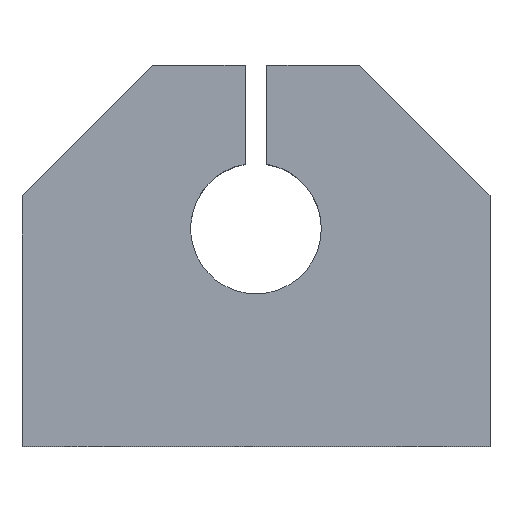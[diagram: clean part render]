
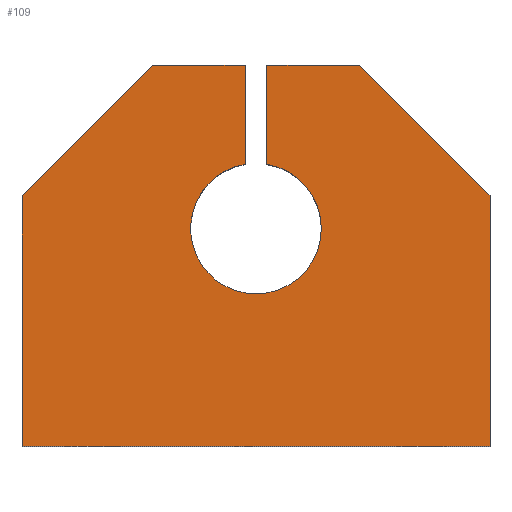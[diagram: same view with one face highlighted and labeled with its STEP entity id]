
A CAD part, top view. The second image highlights one B-rep face of the part: STEP entity #109.
In plain terms, the highlighted planar face has unit normal (0, 0, 1).
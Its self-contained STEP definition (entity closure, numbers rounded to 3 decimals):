
#109 = ADVANCED_FACE( '', ( #191 ), #192, .T. );
#191 = FACE_OUTER_BOUND( '', #274, .T. );
#192 = PLANE( '', #275 );
#274 = EDGE_LOOP( '', ( #540, #541, #542, #543, #544, #545, #546, #547, #548, #549, #550 ) );
#275 = AXIS2_PLACEMENT_3D( '', #551, #552, #553 );
#540 = ORIENTED_EDGE( '', *, *, #630, .F. );
#541 = ORIENTED_EDGE( '', *, *, #657, .F. );
#542 = ORIENTED_EDGE( '', *, *, #654, .F. );
#543 = ORIENTED_EDGE( '', *, *, #651, .F. );
#544 = ORIENTED_EDGE( '', *, *, #648, .F. );
#545 = ORIENTED_EDGE( '', *, *, #645, .F. );
#546 = ORIENTED_EDGE( '', *, *, #569, .F. );
#547 = ORIENTED_EDGE( '', *, *, #644, .F. );
#548 = ORIENTED_EDGE( '', *, *, #640, .F. );
#549 = ORIENTED_EDGE( '', *, *, #637, .F. );
#550 = ORIENTED_EDGE( '', *, *, #634, .F. );
#551 = CARTESIAN_POINT( '', ( 0., 0., 20. ) );
#552 = DIRECTION( '', ( 0., 0., 1. ) );
#553 = DIRECTION( '', ( 1., 0., 0. ) );
#569 = EDGE_CURVE( '', #659, #662, #663, .T. );
#630 = EDGE_CURVE( '', #763, #764, #765, .T. );
#634 = EDGE_CURVE( '', #764, #771, #772, .T. );
#637 = EDGE_CURVE( '', #771, #776, #777, .T. );
#640 = EDGE_CURVE( '', #776, #781, #782, .T. );
#644 = EDGE_CURVE( '', #781, #659, #787, .T. );
#645 = EDGE_CURVE( '', #662, #788, #789, .T. );
#648 = EDGE_CURVE( '', #788, #793, #794, .T. );
#651 = EDGE_CURVE( '', #793, #798, #799, .T. );
#654 = EDGE_CURVE( '', #798, #803, #804, .T. );
#657 = EDGE_CURVE( '', #803, #763, #808, .T. );
#659 = VERTEX_POINT( '', #810 );
#662 = VERTEX_POINT( '', #814 );
#663 = CIRCLE( '', #815, 6. );
#763 = VERTEX_POINT( '', #1102 );
#764 = VERTEX_POINT( '', #1103 );
#765 = LINE( '', #1104, #1105 );
#771 = VERTEX_POINT( '', #1114 );
#772 = LINE( '', #1115, #1116 );
#776 = VERTEX_POINT( '', #1122 );
#777 = LINE( '', #1123, #1124 );
#781 = VERTEX_POINT( '', #1130 );
#782 = LINE( '', #1131, #1132 );
#787 = CIRCLE( '', #1139, 6. );
#788 = VERTEX_POINT( '', #1140 );
#789 = LINE( '', #1141, #1142 );
#793 = VERTEX_POINT( '', #1148 );
#794 = LINE( '', #1149, #1150 );
#798 = VERTEX_POINT( '', #1156 );
#799 = LINE( '', #1157, #1158 );
#803 = VERTEX_POINT( '', #1164 );
#804 = LINE( '', #1165, #1166 );
#808 = LINE( '', #1172, #1173 );
#810 = CARTESIAN_POINT( '', ( -1., 14.084, 20. ) );
#814 = CARTESIAN_POINT( '', ( 1., 25.916, 20. ) );
#815 = AXIS2_PLACEMENT_3D( '', #1177, #1178, #1179 );
#1102 = CARTESIAN_POINT( '', ( -21.5, 0., 20. ) );
#1103 = CARTESIAN_POINT( '', ( -21.5, 23., 20. ) );
#1104 = CARTESIAN_POINT( '', ( -21.5, 23., 20. ) );
#1105 = VECTOR( '', #1300, 1. );
#1114 = CARTESIAN_POINT( '', ( -9.5, 35., 20. ) );
#1115 = CARTESIAN_POINT( '', ( -9.5, 35., 20. ) );
#1116 = VECTOR( '', #1304, 1. );
#1122 = CARTESIAN_POINT( '', ( -1., 35., 20. ) );
#1123 = CARTESIAN_POINT( '', ( -1., 35., 20. ) );
#1124 = VECTOR( '', #1307, 1. );
#1130 = CARTESIAN_POINT( '', ( -1., 25.916, 20. ) );
#1131 = CARTESIAN_POINT( '', ( -1., 25.916, 20. ) );
#1132 = VECTOR( '', #1310, 1. );
#1139 = AXIS2_PLACEMENT_3D( '', #1316, #1317, #1318 );
#1140 = CARTESIAN_POINT( '', ( 1., 35., 20. ) );
#1141 = CARTESIAN_POINT( '', ( 1., 35., 20. ) );
#1142 = VECTOR( '', #1319, 1. );
#1148 = CARTESIAN_POINT( '', ( 9.5, 35., 20. ) );
#1149 = CARTESIAN_POINT( '', ( 9.5, 35., 20. ) );
#1150 = VECTOR( '', #1322, 1. );
#1156 = CARTESIAN_POINT( '', ( 21.5, 23., 20. ) );
#1157 = CARTESIAN_POINT( '', ( 21.5, 23., 20. ) );
#1158 = VECTOR( '', #1325, 1. );
#1164 = CARTESIAN_POINT( '', ( 21.5, 0., 20. ) );
#1165 = CARTESIAN_POINT( '', ( 21.5, 0., 20. ) );
#1166 = VECTOR( '', #1328, 1. );
#1172 = CARTESIAN_POINT( '', ( -21.5, 0., 20. ) );
#1173 = VECTOR( '', #1331, 1. );
#1177 = CARTESIAN_POINT( '', ( 0., 20., 20. ) );
#1178 = DIRECTION( '', ( 0., 0., 1. ) );
#1179 = DIRECTION( '', ( 0.167, 0.986, 0. ) );
#1300 = DIRECTION( '', ( 0., 1., 0. ) );
#1304 = DIRECTION( '', ( 0.707, 0.707, 0. ) );
#1307 = DIRECTION( '', ( 1., 0., 0. ) );
#1310 = DIRECTION( '', ( 0., -1., 0. ) );
#1316 = CARTESIAN_POINT( '', ( 0., 20., 20. ) );
#1317 = DIRECTION( '', ( 0., 0., 1. ) );
#1318 = DIRECTION( '', ( 0.167, 0.986, 0. ) );
#1319 = DIRECTION( '', ( 0., 1., 0. ) );
#1322 = DIRECTION( '', ( 1., 0., 0. ) );
#1325 = DIRECTION( '', ( 0.707, -0.707, 0. ) );
#1328 = DIRECTION( '', ( 0., -1., 0. ) );
#1331 = DIRECTION( '', ( -1., 0., 0. ) );
